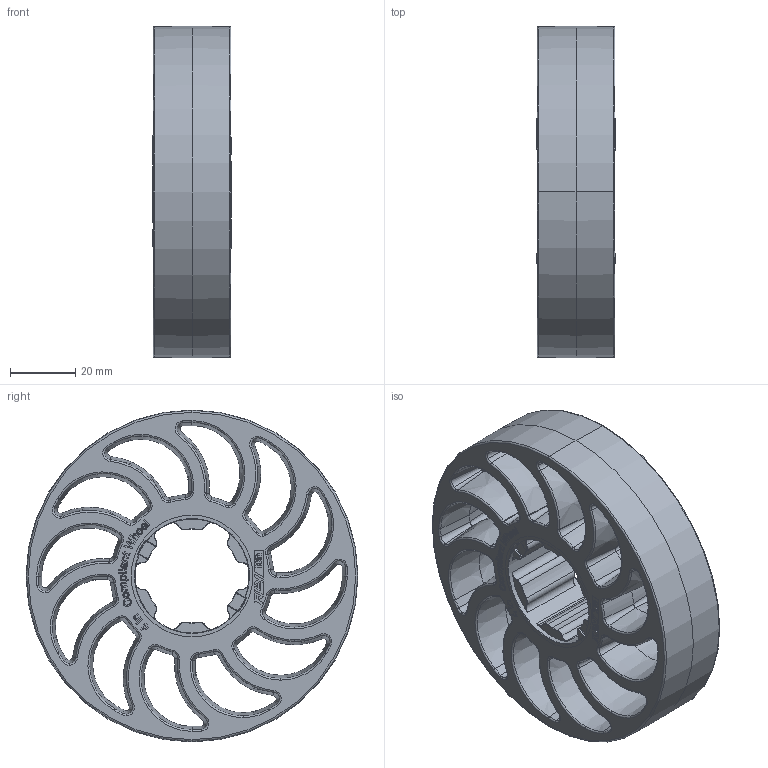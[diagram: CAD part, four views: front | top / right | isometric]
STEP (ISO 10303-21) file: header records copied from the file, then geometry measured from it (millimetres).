
FILE_DESCRIPTION (( 'STEP AP203' ), '1' );
FILE_NAME ('Compliant Wheel - 4in - MAXSpline.STEP', '2022-04-05T14:50:34', ( '' ), ( '' ), 'SwSTEP 2.0', 'SolidWorks 2022', '' );
FILE_SCHEMA (( 'CONFIG_CONTROL_DESIGN' ));
Length unit declared in the file: inch
Products named in the file (1): Compliant Wheel - 4in - MAXSpline
Bounding box: 24.01 x 101.6 x 101.6 mm (x, y, z)
Volume: 104783 mm3; surface area: 47403.6 mm2
Topology: 2 solids, 2 shells, 1984 faces, 5126 edges, 3157 vertices
Faces by surface type: bspline 646, plane 510, torus 392, cone 308, cylinder 92, sphere 36
Entity records: 65366 total; most frequent: CARTESIAN_POINT 20772, ORIENTED_EDGE 10156, DIRECTION 7955, EDGE_CURVE 5078, VERTEX_POINT 3157, AXIS2_PLACEMENT_3D 2884, LINE 2187, VECTOR 2187
